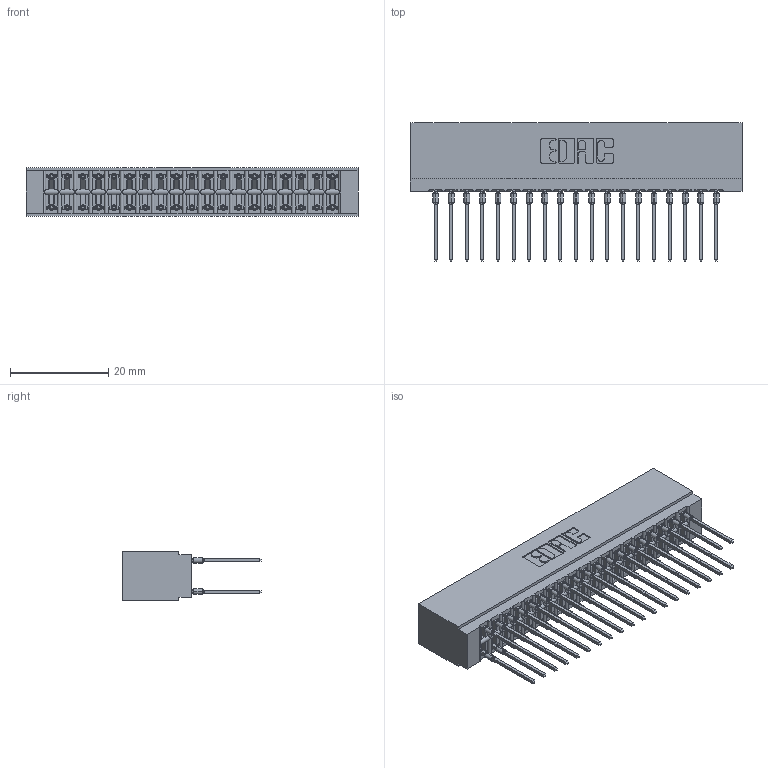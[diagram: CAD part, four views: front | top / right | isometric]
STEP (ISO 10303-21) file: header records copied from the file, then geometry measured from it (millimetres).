
FILE_DESCRIPTION (( 'STEP AP203' ), '1' );
FILE_NAME ('726-038-545-201.STEP', '2020-05-28T06:26:05', ( '' ), ( '' ), 'SwSTEP 2.0', 'SolidWorks 2020', '' );
FILE_SCHEMA (( 'CONFIG_CONTROL_DESIGN' ));
Length unit declared in the file: inch
Products named in the file (3): 726 Part_.515 Slot Depth - 01; 726-038-545-201; 746-292-001_545
Assembly tree (39 placements, depth 2):
  726-038-545-201
    726 Part_.515 Slot Depth - 01
    746-292-001_545  x38
Bounding box: 67.56 x 28.18 x 9.91 mm (x, y, z)
Volume: 6468.1 mm3; surface area: 10981.1 mm2
Topology: 39 solids, 39 shells, 3498 faces, 9611 edges, 6122 vertices
Faces by surface type: plane 1803, bspline 760, cylinder 707, torus 228
Entity records: 32569 total; most frequent: CARTESIAN_POINT 6675, ORIENTED_EDGE 5532, DIRECTION 4658, EDGE_CURVE 2766, LINE 2392, VECTOR 2392, VERTEX_POINT 1830, AXIS2_PLACEMENT_3D 1133
